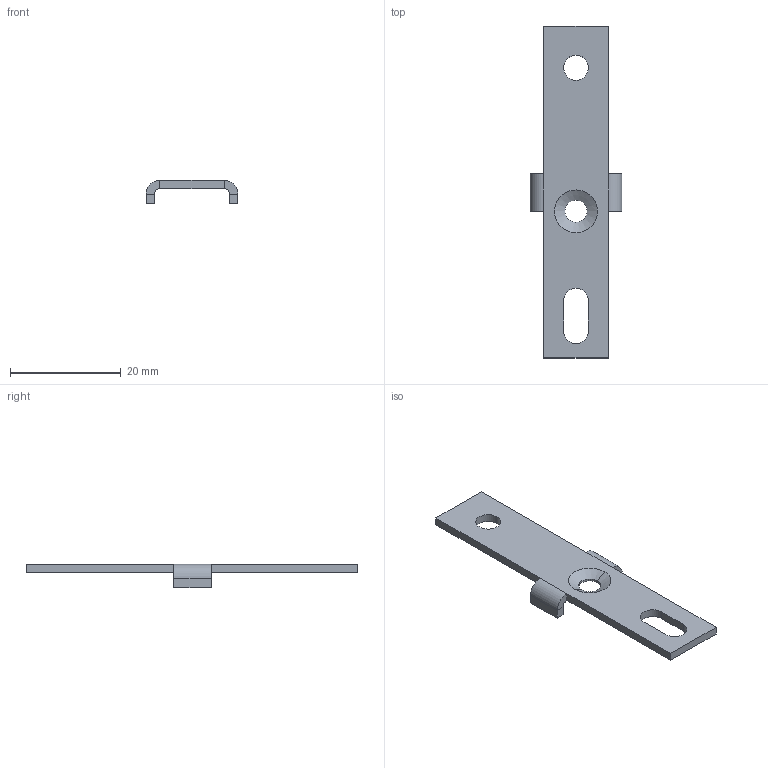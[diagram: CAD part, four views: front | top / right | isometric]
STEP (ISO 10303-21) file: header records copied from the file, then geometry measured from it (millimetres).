
FILE_DESCRIPTION (( 'STEP AP203' ), '1' );
FILE_NAME ('盓殤2.STEP', '2020-04-10T06:12:37', ( '謂矨栲' ), ( 'Microsoft' ), 'SwSTEP 2.0', 'SolidWorks 2014', '' );
FILE_SCHEMA (( 'CONFIG_CONTROL_DESIGN' ));
Length unit declared in the file: millimetre
Products named in the file (1): 盓殤2
Bounding box: 16.62 x 60 x 4.2 mm (x, y, z)
Volume: 1016.3 mm3; surface area: 1688.3 mm2
Topology: 1 solids, 1 shells, 36 faces, 84 edges, 50 vertices
Faces by surface type: plane 24, cylinder 10, cone 2
Entity records: 1095 total; most frequent: DIRECTION 180, CARTESIAN_POINT 171, ORIENTED_EDGE 168, EDGE_CURVE 84, VECTOR 62, LINE 62, AXIS2_PLACEMENT_3D 59, VERTEX_POINT 50
